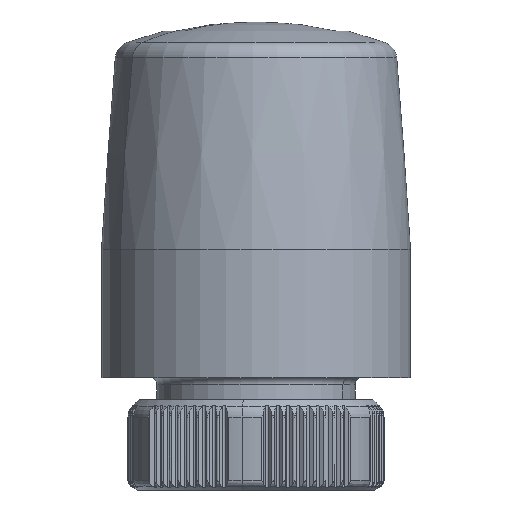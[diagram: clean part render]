
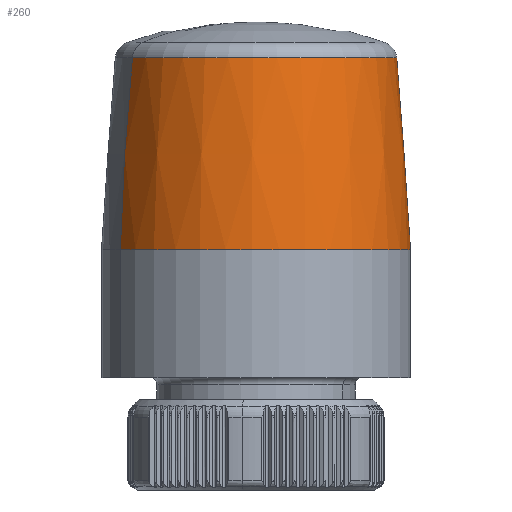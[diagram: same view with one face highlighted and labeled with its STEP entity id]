
A CAD part, left-side view. The second image highlights one B-rep face of the part: STEP entity #260.
In plain terms, the highlighted face is a revolution surface.
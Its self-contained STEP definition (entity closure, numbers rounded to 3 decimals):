
#169=CARTESIAN_POINT('Vertex',(83.389,-16.391,83.421)) ;
#176=CARTESIAN_POINT('Vertex',(65.48,16.391,83.421)) ;
#179=CARTESIAN_POINT('Axis2P3D Location',(74.434,0.,83.421)) ;
#213=CARTESIAN_POINT('Control Point',(64.606,17.99,57.982)) ;
#214=CARTESIAN_POINT('Control Point',(64.724,17.774,66.482)) ;
#215=CARTESIAN_POINT('Control Point',(65.016,17.24,74.972)) ;
#216=CARTESIAN_POINT('Control Point',(65.48,16.391,83.421)) ;
#217=CARTESIAN_POINT('Vertex',(64.606,17.99,57.982)) ;
#221=CARTESIAN_POINT('Control Point',(84.263,-17.99,57.982)) ;
#222=CARTESIAN_POINT('Control Point',(84.144,-17.774,66.482)) ;
#223=CARTESIAN_POINT('Control Point',(83.853,-17.24,74.972)) ;
#224=CARTESIAN_POINT('Control Point',(83.389,-16.391,83.421)) ;
#225=CARTESIAN_POINT('Vertex',(84.263,-17.99,57.982)) ;
#241=CARTESIAN_POINT('Control Point',(74.434,20.5,57.982)) ;
#242=CARTESIAN_POINT('Control Point',(74.434,20.253,66.482)) ;
#243=CARTESIAN_POINT('Control Point',(74.434,19.645,74.972)) ;
#244=CARTESIAN_POINT('Control Point',(74.434,18.677,83.421)) ;
#245=CARTESIAN_POINT('Axis1P Location',(74.434,0.,64.732)) ;
#249=CARTESIAN_POINT('Axis2P3D Location',(74.434,0.,57.982)) ;
#180=DIRECTION('Axis2P3D Direction',(0.,0.,1.)) ;
#246=DIRECTION('Axis1P Direction',(0.,0.,1.)) ;
#250=DIRECTION('Axis2P3D Direction',(0.,0.,1.)) ;
#181=AXIS2_PLACEMENT_3D('Circle Axis2P3D',#179,#180,$) ;
#251=AXIS2_PLACEMENT_3D('Circle Axis2P3D',#249,#250,$) ;
#182=CIRCLE('generated circle',#181,18.677) ;
#252=CIRCLE('generated circle',#251,20.5) ;
#248=SURFACE_OF_REVOLUTION('Surface of Revolution',#240,#247) ;
#247=AXIS1_PLACEMENT('Revolution Surface Axis1P',#245,#246) ;
#183=EDGE_CURVE('',#177,#170,#182,.T.) ;
#219=EDGE_CURVE('',#218,#177,#212,.T.) ;
#227=EDGE_CURVE('',#226,#170,#220,.T.) ;
#253=EDGE_CURVE('',#218,#226,#252,.T.) ;
#255=ORIENTED_EDGE('',*,*,#227,.T.) ;
#256=ORIENTED_EDGE('',*,*,#183,.F.) ;
#257=ORIENTED_EDGE('',*,*,#219,.F.) ;
#258=ORIENTED_EDGE('',*,*,#253,.T.) ;
#254=EDGE_LOOP('',(#255,#256,#257,#258)) ;
#170=VERTEX_POINT('',#169) ;
#177=VERTEX_POINT('',#176) ;
#218=VERTEX_POINT('',#217) ;
#226=VERTEX_POINT('',#225) ;
#260=ADVANCED_FACE('PartBody',(#259),#248,.T.) ;
#212=B_SPLINE_CURVE_WITH_KNOTS('',3,(#213,#214,#215,#216),.UNSPECIFIED.,.F.,.U.,(4,4),(8.704,34.216),.UNSPECIFIED.) ;
#220=B_SPLINE_CURVE_WITH_KNOTS('',3,(#221,#222,#223,#224),.UNSPECIFIED.,.F.,.U.,(4,4),(8.704,34.216),.UNSPECIFIED.) ;
#240=B_SPLINE_CURVE_WITH_KNOTS('',3,(#241,#242,#243,#244),.UNSPECIFIED.,.F.,.U.,(4,4),(8.704,34.216),.UNSPECIFIED.) ;
#259=FACE_OUTER_BOUND('',#254,.T.) ;
